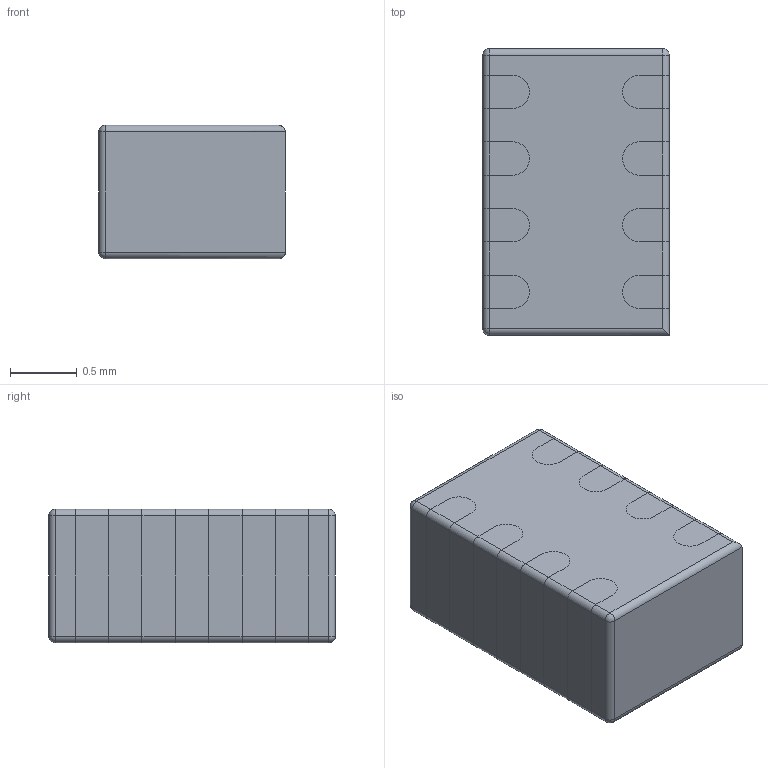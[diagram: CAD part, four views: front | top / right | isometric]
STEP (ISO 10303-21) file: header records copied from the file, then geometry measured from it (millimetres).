
FILE_DESCRIPTION((''),'2;1');
FILE_NAME('CAPCAF50P125X200X100-8N.stp','2011-08-17T11:16:36',(''),(''),'Mechanical Desktop 2011','Mechanical Desktop 2011',', , ');
FILE_SCHEMA(('AUTOMOTIVE_DESIGN { 1 2 10303 214 1 1 1 1 }'));
Length unit declared in the file: millimetre
Products named in the file (1): Product
Bounding box: 1.4 x 2.15 x 1 mm (x, y, z)
Volume: 3 mm3; surface area: 26.2 mm2
Topology: 9 solids, 9 shells, 135 faces, 337 edges, 214 vertices
Faces by surface type: cylinder 51, plane 42, bspline 36, sphere 6
Entity records: 4129 total; most frequent: CARTESIAN_POINT 901, ORIENTED_EDGE 662, DIRECTION 647, EDGE_CURVE 331, AXIS2_PLACEMENT_3D 216, VECTOR 215, LINE 215, VERTEX_POINT 214
